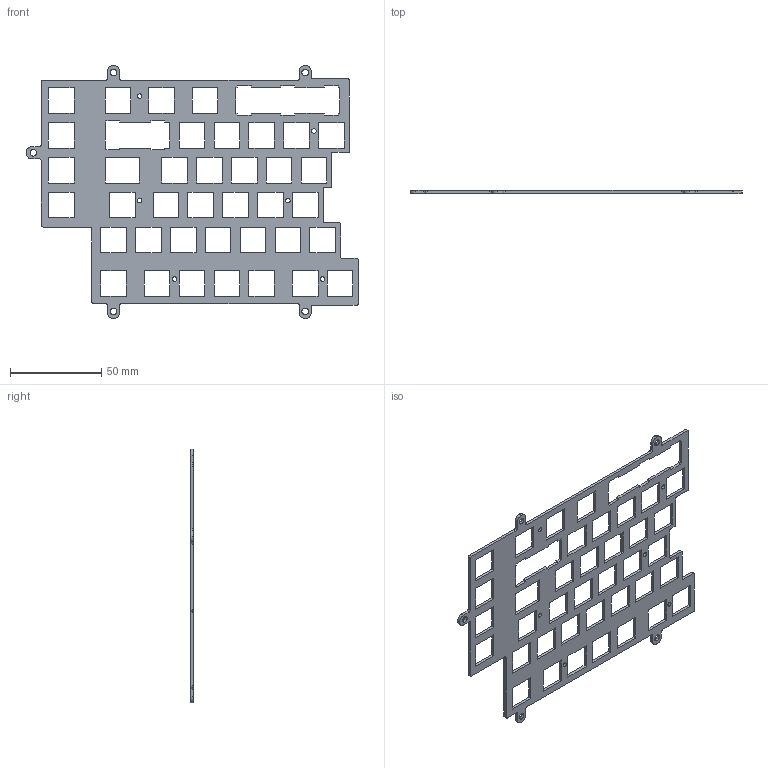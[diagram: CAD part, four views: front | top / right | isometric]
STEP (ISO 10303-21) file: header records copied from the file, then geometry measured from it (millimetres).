
FILE_DESCRIPTION (( 'STEP AP214' ), '1' );
FILE_NAME ('UM80_L_Plate_v5.STEP', '2023-03-26T14:54:52', ( '' ), ( '' ), 'SwSTEP 2.0', 'SolidWorks 2019', '' );
FILE_SCHEMA (( 'AUTOMOTIVE_DESIGN' ));
Length unit declared in the file: millimetre
Products named in the file (1): UM80_L_Plate_v5
Bounding box: 181.5 x 1.6 x 138.61 mm (x, y, z)
Volume: 16470.1 mm3; surface area: 25677.6 mm2
Topology: 1 solids, 1 shells, 292 faces, 870 edges, 580 vertices
Faces by surface type: plane 236, cylinder 56
Entity records: 9944 total; most frequent: CARTESIAN_POINT 1743, ORIENTED_EDGE 1740, DIRECTION 1568, EDGE_CURVE 870, LINE 758, VECTOR 758, VERTEX_POINT 580, AXIS2_PLACEMENT_3D 405
